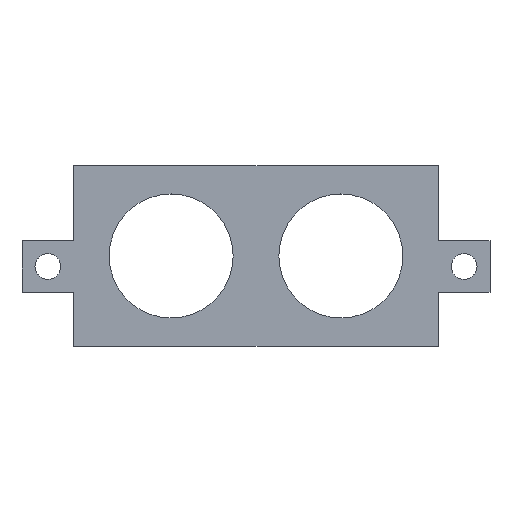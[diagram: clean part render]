
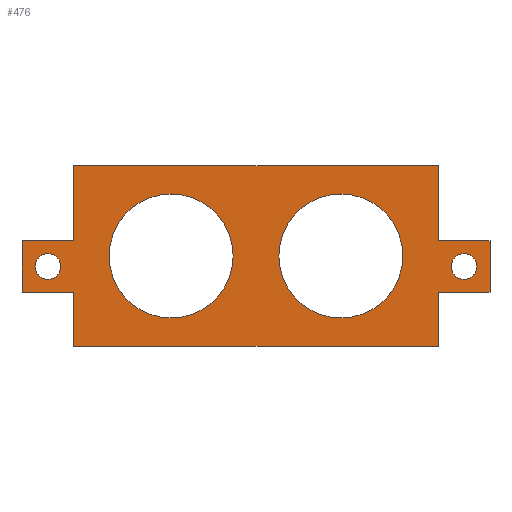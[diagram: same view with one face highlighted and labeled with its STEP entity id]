
A CAD part, top view. The second image highlights one B-rep face of the part: STEP entity #476.
In plain terms, the highlighted planar face has unit normal (0, 0, 1).
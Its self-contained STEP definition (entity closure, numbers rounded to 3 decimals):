
#17=FACE_BOUND('',#88,.T.);
#18=FACE_BOUND('',#89,.T.);
#19=FACE_BOUND('',#90,.T.);
#20=FACE_BOUND('',#91,.T.);
#41=PLANE('',#533);
#63=FACE_OUTER_BOUND('',#87,.T.);
#87=EDGE_LOOP('',(#435,#436,#437,#438,#439,#440,#441,#442,#443,#444,#445,
#446));
#88=EDGE_LOOP('',(#447));
#89=EDGE_LOOP('',(#448));
#90=EDGE_LOOP('',(#449));
#91=EDGE_LOOP('',(#450));
#100=LINE('',#690,#154);
#104=LINE('',#697,#158);
#111=LINE('',#713,#165);
#126=LINE('',#747,#180);
#132=LINE('',#760,#186);
#135=LINE('',#767,#189);
#137=LINE('',#771,#191);
#139=LINE('',#777,#193);
#141=LINE('',#781,#195);
#143=LINE('',#785,#197);
#144=LINE('',#787,#198);
#145=LINE('',#789,#199);
#154=VECTOR('',#564,10.);
#158=VECTOR('',#570,10.);
#165=VECTOR('',#581,10.);
#180=VECTOR('',#608,10.);
#186=VECTOR('',#620,10.);
#189=VECTOR('',#629,10.);
#191=VECTOR('',#633,10.);
#193=VECTOR('',#641,10.);
#195=VECTOR('',#645,10.);
#197=VECTOR('',#649,10.);
#198=VECTOR('',#652,10.);
#199=VECTOR('',#655,10.);
#201=CIRCLE('',#502,8.4);
#203=CIRCLE('',#505,8.4);
#207=CIRCLE('',#523,1.75);
#208=CIRCLE('',#527,1.75);
#210=VERTEX_POINT('',#662);
#212=VERTEX_POINT('',#668);
#220=VERTEX_POINT('',#687);
#221=VERTEX_POINT('',#689);
#223=VERTEX_POINT('',#695);
#229=VERTEX_POINT('',#710);
#230=VERTEX_POINT('',#712);
#242=VERTEX_POINT('',#744);
#243=VERTEX_POINT('',#746);
#246=VERTEX_POINT('',#757);
#247=VERTEX_POINT('',#759);
#248=VERTEX_POINT('',#763);
#249=VERTEX_POINT('',#769);
#250=VERTEX_POINT('',#773);
#251=VERTEX_POINT('',#779);
#252=VERTEX_POINT('',#783);
#255=EDGE_CURVE('',#210,#210,#201,.T.);
#258=EDGE_CURVE('',#212,#212,#203,.T.);
#267=EDGE_CURVE('',#220,#221,#100,.T.);
#271=EDGE_CURVE('',#223,#220,#104,.T.);
#278=EDGE_CURVE('',#230,#229,#111,.T.);
#296=EDGE_CURVE('',#243,#242,#126,.T.);
#303=EDGE_CURVE('',#246,#247,#132,.T.);
#306=EDGE_CURVE('',#248,#248,#207,.T.);
#307=EDGE_CURVE('',#221,#229,#135,.T.);
#309=EDGE_CURVE('',#249,#242,#137,.T.);
#311=EDGE_CURVE('',#250,#250,#208,.T.);
#312=EDGE_CURVE('',#247,#249,#139,.T.);
#314=EDGE_CURVE('',#223,#251,#141,.T.);
#316=EDGE_CURVE('',#246,#252,#143,.T.);
#317=EDGE_CURVE('',#251,#243,#144,.T.);
#318=EDGE_CURVE('',#252,#230,#145,.T.);
#435=ORIENTED_EDGE('',*,*,#318,.T.);
#436=ORIENTED_EDGE('',*,*,#278,.T.);
#437=ORIENTED_EDGE('',*,*,#307,.F.);
#438=ORIENTED_EDGE('',*,*,#267,.F.);
#439=ORIENTED_EDGE('',*,*,#271,.F.);
#440=ORIENTED_EDGE('',*,*,#314,.T.);
#441=ORIENTED_EDGE('',*,*,#317,.T.);
#442=ORIENTED_EDGE('',*,*,#296,.T.);
#443=ORIENTED_EDGE('',*,*,#309,.F.);
#444=ORIENTED_EDGE('',*,*,#312,.F.);
#445=ORIENTED_EDGE('',*,*,#303,.F.);
#446=ORIENTED_EDGE('',*,*,#316,.T.);
#447=ORIENTED_EDGE('',*,*,#255,.T.);
#448=ORIENTED_EDGE('',*,*,#258,.T.);
#449=ORIENTED_EDGE('',*,*,#311,.F.);
#450=ORIENTED_EDGE('',*,*,#306,.F.);
#476=ADVANCED_FACE('',(#63,#17,#18,#19,#20),#41,.T.);
#502=AXIS2_PLACEMENT_3D('',#664,#541,#542);
#505=AXIS2_PLACEMENT_3D('',#670,#548,#549);
#523=AXIS2_PLACEMENT_3D('',#765,#625,#626);
#527=AXIS2_PLACEMENT_3D('',#775,#637,#638);
#533=AXIS2_PLACEMENT_3D('',#790,#656,#657);
#541=DIRECTION('center_axis',(0.,0.,-1.));
#542=DIRECTION('ref_axis',(-1.,0.,0.));
#548=DIRECTION('center_axis',(0.,0.,-1.));
#549=DIRECTION('ref_axis',(-1.,0.,0.));
#564=DIRECTION('',(0.,1.,0.));
#570=DIRECTION('',(-1.,0.,0.));
#581=DIRECTION('',(0.,-1.,0.));
#608=DIRECTION('',(0.,1.,0.));
#620=DIRECTION('',(1.,0.,0.));
#625=DIRECTION('center_axis',(0.,0.,1.));
#626=DIRECTION('ref_axis',(1.,0.,0.));
#629=DIRECTION('',(1.,0.,0.));
#633=DIRECTION('',(-1.,0.,0.));
#637=DIRECTION('center_axis',(0.,0.,1.));
#638=DIRECTION('ref_axis',(1.,0.,0.));
#641=DIRECTION('',(0.,-1.,0.));
#645=DIRECTION('',(0.,-1.,0.));
#649=DIRECTION('',(0.,1.,0.));
#652=DIRECTION('',(1.,0.,0.));
#655=DIRECTION('',(-1.,0.,0.));
#656=DIRECTION('center_axis',(0.,0.,1.));
#657=DIRECTION('ref_axis',(1.,0.,0.));
#662=CARTESIAN_POINT('',(0.37,-8.875,4.));
#664=CARTESIAN_POINT('Origin',(-8.03,-8.875,4.));
#668=CARTESIAN_POINT('',(23.37,-8.875,4.));
#670=CARTESIAN_POINT('Origin',(14.97,-8.875,4.));
#687=CARTESIAN_POINT('',(-28.23,-13.795,4.));
#689=CARTESIAN_POINT('',(-28.23,-6.795,4.));
#690=CARTESIAN_POINT('',(-28.23,-7.851,4.));
#695=CARTESIAN_POINT('',(-21.23,-13.795,4.));
#697=CARTESIAN_POINT('',(-12.079,-13.795,4.));
#710=CARTESIAN_POINT('',(-21.23,-6.795,4.));
#712=CARTESIAN_POINT('',(-21.23,3.325,4.));
#713=CARTESIAN_POINT('',(-21.23,3.325,4.));
#744=CARTESIAN_POINT('',(28.17,-13.795,4.));
#746=CARTESIAN_POINT('',(28.17,-21.075,4.));
#747=CARTESIAN_POINT('',(28.17,-21.075,4.));
#757=CARTESIAN_POINT('',(28.17,-6.795,4.));
#759=CARTESIAN_POINT('',(35.17,-6.795,4.));
#760=CARTESIAN_POINT('',(19.621,-6.795,4.));
#763=CARTESIAN_POINT('',(29.92,-10.295,4.));
#765=CARTESIAN_POINT('Origin',(31.67,-10.295,4.));
#767=CARTESIAN_POINT('',(-8.579,-6.795,4.));
#769=CARTESIAN_POINT('',(35.17,-13.795,4.));
#771=CARTESIAN_POINT('',(16.121,-13.795,4.));
#773=CARTESIAN_POINT('',(-26.48,-10.295,4.));
#775=CARTESIAN_POINT('Origin',(-24.73,-10.295,4.));
#777=CARTESIAN_POINT('',(35.17,-11.351,4.));
#779=CARTESIAN_POINT('',(-21.23,-21.075,4.));
#781=CARTESIAN_POINT('',(-21.23,3.325,4.));
#783=CARTESIAN_POINT('',(28.17,3.325,4.));
#785=CARTESIAN_POINT('',(28.17,-21.075,4.));
#787=CARTESIAN_POINT('',(-21.23,-21.075,4.));
#789=CARTESIAN_POINT('',(28.17,3.325,4.));
#790=CARTESIAN_POINT('Origin',(3.47,-8.875,4.));
